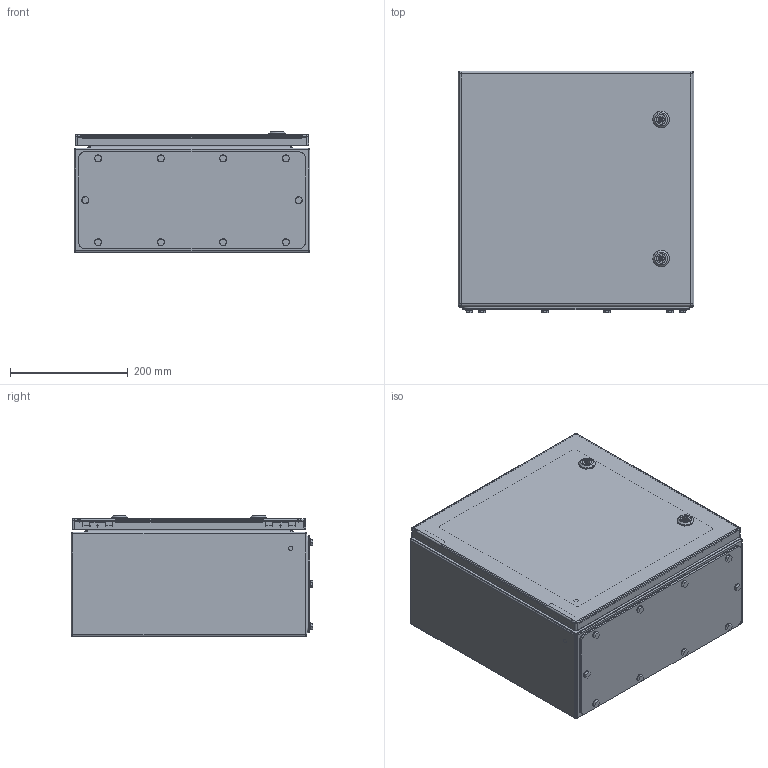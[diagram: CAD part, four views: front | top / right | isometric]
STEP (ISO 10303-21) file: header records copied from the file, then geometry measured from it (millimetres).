
FILE_DESCRIPTION(('CATIA V5 STEP Exchange','CAx-IF Rec.Pracs.--- Model Styling and Organization---1.5--- 2016-08-15','CAx-IF Rec.Pracs.---Supplemental Geometry---1.0---2011-11-01','CAx-IF Rec.Pracs.--- Composite Materials ---1.1---2010-07-15'),'2;1');
FILE_NAME ('D1518923_2', '2024-11-15T08:52:49+00:00', ('none'), ('Weidmueller'), 'CATIA Version 5-6 Release 2022 SP4 HF5', 'CATIA V5 STEP AP214 v3', 'none');
FILE_SCHEMA(('AUTOMOTIVE_DESIGN { 1 0 10303 214 1 1 1 1 }'));
Products named in the file (1): QL KEBI 400X400X200 1GP
Bounding box: 400 x 410 x 205 mm (x, y, z)
Volume: 1464719 mm3; surface area: 1607785.6 mm2
Topology: 55 solids, 55 shells, 1694 faces, 4158 edges, 2620 vertices
Faces by surface type: plane 742, cylinder 616, bspline 132, cone 120, torus 60, sphere 24
Entity records: 56766 total; most frequent: CARTESIAN_POINT 19918, ORIENTED_EDGE 8268, DIRECTION 5239, EDGE_CURVE 4134, VERTEX_POINT 2620, AXIS2_PLACEMENT_3D 2091, VECTOR 2080, LINE 2080
